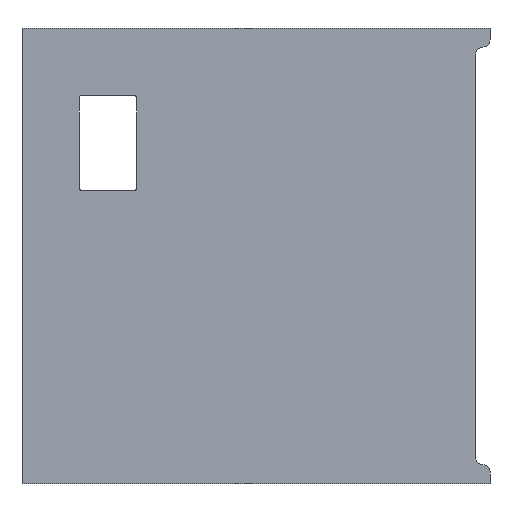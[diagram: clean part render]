
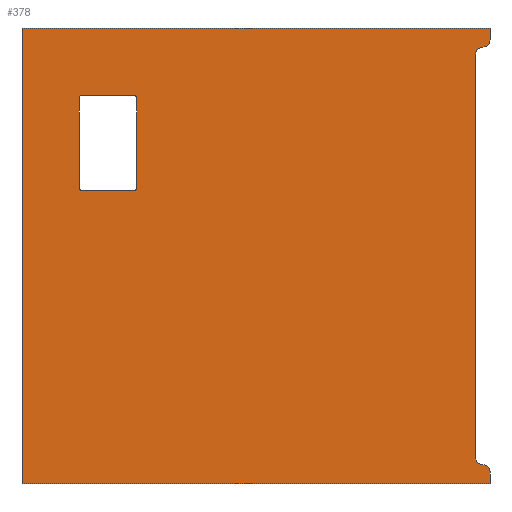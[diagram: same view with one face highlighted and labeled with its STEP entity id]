
A CAD part, left-side view. The second image highlights one B-rep face of the part: STEP entity #378.
In plain terms, the highlighted planar face has unit normal (-1, 0, 0).
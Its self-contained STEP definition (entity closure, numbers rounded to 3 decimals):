
#15=FACE_BOUND('',#59,.T.);
#21=PLANE('',#422);
#38=FACE_OUTER_BOUND('',#58,.T.);
#58=EDGE_LOOP('',(#289,#290,#291,#292,#293,#294,#295,#296,#297,#298));
#59=EDGE_LOOP('',(#299,#300,#301,#302,#303,#304,#305,#306));
#73=LINE('',#563,#111);
#77=LINE('',#575,#115);
#81=LINE('',#587,#119);
#86=LINE('',#599,#124);
#89=LINE('',#613,#127);
#90=LINE('',#619,#128);
#91=LINE('',#621,#129);
#92=LINE('',#623,#130);
#93=LINE('',#625,#131);
#94=LINE('',#626,#132);
#111=VECTOR('',#451,10.);
#115=VECTOR('',#463,10.);
#119=VECTOR('',#475,10.);
#124=VECTOR('',#488,10.);
#127=VECTOR('',#501,10.);
#128=VECTOR('',#506,10.);
#129=VECTOR('',#507,10.);
#130=VECTOR('',#508,10.);
#131=VECTOR('',#509,10.);
#132=VECTOR('',#510,10.);
#147=CIRCLE('',#404,3.);
#149=CIRCLE('',#408,3.);
#151=CIRCLE('',#412,3.);
#153=CIRCLE('',#416,3.);
#155=CIRCLE('',#420,7.5);
#157=CIRCLE('',#423,7.5);
#158=CIRCLE('',#424,7.5);
#159=CIRCLE('',#425,7.5);
#163=VERTEX_POINT('',#553);
#164=VERTEX_POINT('',#554);
#167=VERTEX_POINT('',#562);
#169=VERTEX_POINT('',#568);
#171=VERTEX_POINT('',#574);
#173=VERTEX_POINT('',#580);
#175=VERTEX_POINT('',#586);
#177=VERTEX_POINT('',#592);
#179=VERTEX_POINT('',#601);
#180=VERTEX_POINT('',#602);
#183=VERTEX_POINT('',#610);
#184=VERTEX_POINT('',#612);
#185=VERTEX_POINT('',#614);
#186=VERTEX_POINT('',#616);
#187=VERTEX_POINT('',#618);
#188=VERTEX_POINT('',#620);
#189=VERTEX_POINT('',#622);
#190=VERTEX_POINT('',#624);
#199=EDGE_CURVE('',#163,#164,#147,.T.);
#203=EDGE_CURVE('',#167,#164,#73,.T.);
#206=EDGE_CURVE('',#167,#169,#149,.T.);
#209=EDGE_CURVE('',#171,#169,#77,.T.);
#212=EDGE_CURVE('',#171,#173,#151,.T.);
#215=EDGE_CURVE('',#175,#173,#81,.T.);
#218=EDGE_CURVE('',#175,#177,#153,.T.);
#222=EDGE_CURVE('',#163,#177,#86,.T.);
#223=EDGE_CURVE('',#179,#180,#155,.T.);
#227=EDGE_CURVE('',#183,#179,#157,.T.);
#228=EDGE_CURVE('',#183,#184,#89,.T.);
#229=EDGE_CURVE('',#185,#184,#158,.T.);
#230=EDGE_CURVE('',#186,#185,#159,.T.);
#231=EDGE_CURVE('',#186,#187,#90,.T.);
#232=EDGE_CURVE('',#187,#188,#91,.T.);
#233=EDGE_CURVE('',#188,#189,#92,.T.);
#234=EDGE_CURVE('',#189,#190,#93,.T.);
#235=EDGE_CURVE('',#190,#180,#94,.T.);
#289=ORIENTED_EDGE('',*,*,#223,.F.);
#290=ORIENTED_EDGE('',*,*,#227,.F.);
#291=ORIENTED_EDGE('',*,*,#228,.T.);
#292=ORIENTED_EDGE('',*,*,#229,.F.);
#293=ORIENTED_EDGE('',*,*,#230,.F.);
#294=ORIENTED_EDGE('',*,*,#231,.T.);
#295=ORIENTED_EDGE('',*,*,#232,.T.);
#296=ORIENTED_EDGE('',*,*,#233,.T.);
#297=ORIENTED_EDGE('',*,*,#234,.T.);
#298=ORIENTED_EDGE('',*,*,#235,.T.);
#299=ORIENTED_EDGE('',*,*,#215,.T.);
#300=ORIENTED_EDGE('',*,*,#212,.F.);
#301=ORIENTED_EDGE('',*,*,#209,.T.);
#302=ORIENTED_EDGE('',*,*,#206,.F.);
#303=ORIENTED_EDGE('',*,*,#203,.T.);
#304=ORIENTED_EDGE('',*,*,#199,.F.);
#305=ORIENTED_EDGE('',*,*,#222,.T.);
#306=ORIENTED_EDGE('',*,*,#218,.F.);
#378=ADVANCED_FACE('',(#38,#15),#21,.T.);
#404=AXIS2_PLACEMENT_3D('',#555,#443,#444);
#408=AXIS2_PLACEMENT_3D('',#569,#456,#457);
#412=AXIS2_PLACEMENT_3D('',#581,#468,#469);
#416=AXIS2_PLACEMENT_3D('',#593,#480,#481);
#420=AXIS2_PLACEMENT_3D('',#603,#491,#492);
#422=AXIS2_PLACEMENT_3D('',#609,#497,#498);
#423=AXIS2_PLACEMENT_3D('',#611,#499,#500);
#424=AXIS2_PLACEMENT_3D('',#615,#502,#503);
#425=AXIS2_PLACEMENT_3D('',#617,#504,#505);
#443=DIRECTION('center_axis',(-1.,0.,0.));
#444=DIRECTION('ref_axis',(0.,0.707,-0.707));
#451=DIRECTION('',(0.,1.,0.));
#456=DIRECTION('center_axis',(-1.,0.,0.));
#457=DIRECTION('ref_axis',(0.,-0.707,-0.707));
#463=DIRECTION('',(0.,0.,-1.));
#468=DIRECTION('center_axis',(-1.,0.,0.));
#469=DIRECTION('ref_axis',(0.,-0.707,0.707));
#475=DIRECTION('',(0.,-1.,0.));
#480=DIRECTION('center_axis',(-1.,0.,0.));
#481=DIRECTION('ref_axis',(0.,0.707,0.707));
#488=DIRECTION('',(0.,0.,1.));
#491=DIRECTION('center_axis',(1.,0.,0.));
#492=DIRECTION('ref_axis',(0.,-0.707,0.707));
#497=DIRECTION('center_axis',(-1.,0.,0.));
#498=DIRECTION('ref_axis',(0.,0.,1.));
#499=DIRECTION('center_axis',(-1.,0.,0.));
#500=DIRECTION('ref_axis',(0.,0.707,-0.707));
#501=DIRECTION('',(0.,0.,1.));
#502=DIRECTION('center_axis',(-1.,0.,0.));
#503=DIRECTION('ref_axis',(0.,0.707,-0.707));
#504=DIRECTION('center_axis',(1.,0.,0.));
#505=DIRECTION('ref_axis',(0.,0.707,-0.707));
#506=DIRECTION('',(0.,0.,1.));
#507=DIRECTION('',(0.,1.,0.));
#508=DIRECTION('',(0.,0.,-1.));
#509=DIRECTION('',(0.,-1.,0.));
#510=DIRECTION('',(0.,0.,1.));
#553=CARTESIAN_POINT('',(-24.2,410.,330.));
#554=CARTESIAN_POINT('',(-24.2,407.,327.));
#555=CARTESIAN_POINT('Origin',(-24.2,407.,330.));
#562=CARTESIAN_POINT('',(-24.2,353.,327.));
#563=CARTESIAN_POINT('',(-24.2,287.5,327.));
#568=CARTESIAN_POINT('',(-24.2,350.,330.));
#569=CARTESIAN_POINT('Origin',(-24.2,353.,330.));
#574=CARTESIAN_POINT('',(-24.2,350.,424.));
#575=CARTESIAN_POINT('',(-24.2,350.,342.725));
#580=CARTESIAN_POINT('',(-24.2,353.,427.));
#581=CARTESIAN_POINT('Origin',(-24.2,353.,424.));
#586=CARTESIAN_POINT('',(-24.2,407.,427.));
#587=CARTESIAN_POINT('',(-24.2,317.5,427.));
#592=CARTESIAN_POINT('',(-24.2,410.,424.));
#593=CARTESIAN_POINT('Origin',(-24.2,407.,424.));
#599=CARTESIAN_POINT('',(-24.2,410.,292.725));
#601=CARTESIAN_POINT('',(-24.2,-12.5,39.9));
#602=CARTESIAN_POINT('',(-24.2,-20.,32.4));
#603=CARTESIAN_POINT('Origin',(-24.2,-12.5,32.4));
#609=CARTESIAN_POINT('Origin',(-24.2,225.,258.45));
#610=CARTESIAN_POINT('',(-24.2,-5.,47.4));
#611=CARTESIAN_POINT('Origin',(-24.2,-12.5,47.4));
#612=CARTESIAN_POINT('',(-24.2,-5.,469.7));
#613=CARTESIAN_POINT('',(-24.2,-5.,367.825));
#614=CARTESIAN_POINT('',(-24.2,-12.5,477.2));
#615=CARTESIAN_POINT('Origin',(-24.2,-12.5,469.7));
#616=CARTESIAN_POINT('',(-24.2,-20.,484.7));
#617=CARTESIAN_POINT('Origin',(-24.2,-12.5,484.7));
#618=CARTESIAN_POINT('',(-24.2,-20.,497.));
#619=CARTESIAN_POINT('',(-24.2,-20.,19.9));
#620=CARTESIAN_POINT('',(-24.2,470.,497.));
#621=CARTESIAN_POINT('',(-24.2,-20.,497.));
#622=CARTESIAN_POINT('',(-24.2,470.,19.9));
#623=CARTESIAN_POINT('',(-24.2,470.,497.));
#624=CARTESIAN_POINT('',(-24.2,-20.,19.9));
#625=CARTESIAN_POINT('',(-24.2,470.,19.9));
#626=CARTESIAN_POINT('',(-24.2,-20.,19.9));
